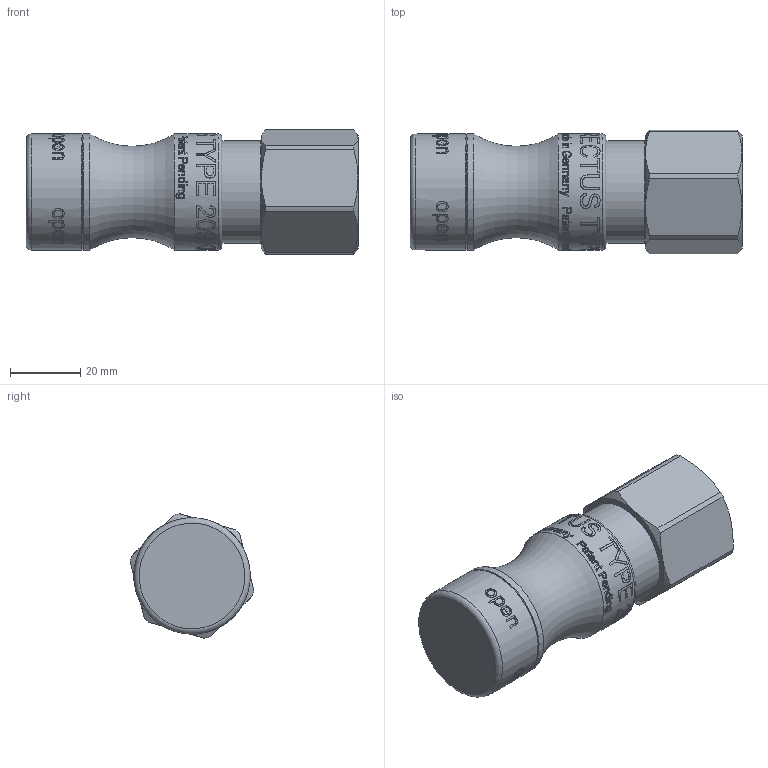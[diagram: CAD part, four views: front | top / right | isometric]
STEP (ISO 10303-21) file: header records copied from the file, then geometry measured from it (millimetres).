
FILE_DESCRIPTION((''),'2;1');
FILE_NAME('209kliw26mpn.stp','2014-06-24T11:48:16',('IA176480'),(''),'Autodesk Inventor 2013','Autodesk Inventor 2013','');
FILE_SCHEMA(('AUTOMOTIVE_DESIGN { 1 0 10303 214 1 1 1 1 }'));
Length unit declared in the file: millimetre
Products named in the file (1): D110817
Bounding box: 94.2 x 35.11 x 35.35 mm (x, y, z)
Volume: 59537.2 mm3; surface area: 23714.2 mm2
Topology: 1 solids, 5 shells, 899 faces, 2345 edges, 1551 vertices
Faces by surface type: bspline 421, plane 304, cylinder 121, cone 39, torus 14
Full cylindrical faces by diameter (mm): 21.835 x1, 23.5 x2, 23.6 x1, 23.65 x1, 23.9 x1, 24.1 x1, 24.117 x1, 25 x2, 25.499 x1, 25.55 x1, 26.8 x1, 26.9 x1, 27.4 x1, 27.5 x1, 29 x1, 29.2 x1, 30 x2, 30.5 x1, 31.4 x1, 33 x3
Entity records: 132755 total; most frequent: CARTESIAN_POINT 113443, ORIENTED_EDGE 4512, DIRECTION 2317, EDGE_CURVE 2256, VERTEX_POINT 1531, B_SPLINE_CURVE_WITH_KNOTS 1123, EDGE_LOOP 1071, FACE_OUTER_BOUND 899
